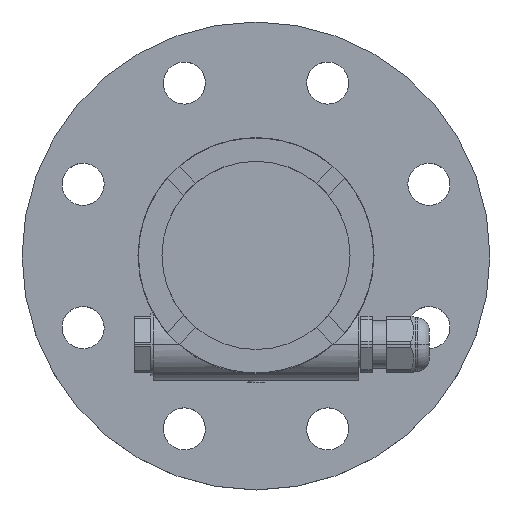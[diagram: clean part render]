
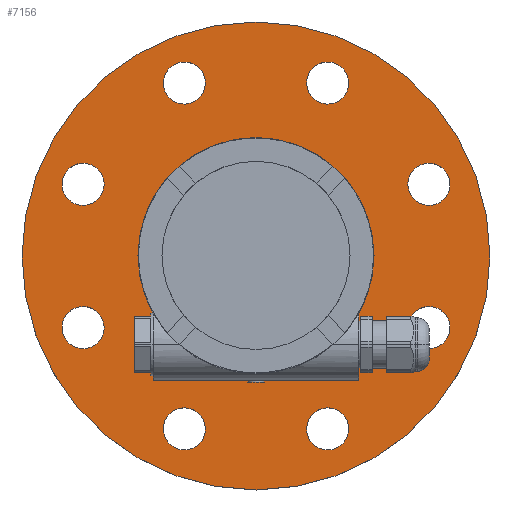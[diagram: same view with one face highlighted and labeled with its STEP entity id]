
A CAD part, top view. The second image highlights one B-rep face of the part: STEP entity #7156.
In plain terms, the highlighted planar face has unit normal (0, 0, 1).
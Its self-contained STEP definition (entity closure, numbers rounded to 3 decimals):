
#1521=CARTESIAN_POINT('',(0.,0.,-34.));
#1522=DIRECTION('',(0.,0.,1.));
#1523=DIRECTION('',(-1.,0.,0.));
#1524=AXIS2_PLACEMENT_3D('',#1521,#1522,#1523);
#1529=CARTESIAN_POINT('',(0.,0.,-34.));
#1530=DIRECTION('',(0.,0.,1.));
#1531=DIRECTION('',(1.,0.,0.));
#1532=AXIS2_PLACEMENT_3D('',#1529,#1530,#1531);
#1537=CARTESIAN_POINT('',(0.,0.,-34.));
#1538=DIRECTION('',(0.,0.,-1.));
#1539=DIRECTION('',(-1.,0.,0.));
#1540=AXIS2_PLACEMENT_3D('',#1537,#1538,#1539);
#1545=CARTESIAN_POINT('',(0.,0.,-34.));
#1546=DIRECTION('',(0.,0.,-1.));
#1547=DIRECTION('',(1.,0.,0.));
#1548=AXIS2_PLACEMENT_3D('',#1545,#1546,#1547);
#1553=CARTESIAN_POINT('',(-30.615,-73.91,-34.));
#1554=DIRECTION('',(0.,0.,-1.));
#1555=DIRECTION('',(0.924,-0.383,0.));
#1556=AXIS2_PLACEMENT_3D('',#1553,#1554,#1555);
#1561=CARTESIAN_POINT('',(-30.615,-73.91,-34.));
#1562=DIRECTION('',(0.,0.,-1.));
#1563=DIRECTION('',(-0.924,0.383,0.));
#1564=AXIS2_PLACEMENT_3D('',#1561,#1562,#1563);
#1569=CARTESIAN_POINT('',(-73.91,-30.615,-34.));
#1570=DIRECTION('',(0.,0.,-1.));
#1571=DIRECTION('',(0.383,-0.924,0.));
#1572=AXIS2_PLACEMENT_3D('',#1569,#1570,#1571);
#1577=CARTESIAN_POINT('',(-73.91,-30.615,-34.));
#1578=DIRECTION('',(0.,0.,-1.));
#1579=DIRECTION('',(-0.383,0.924,0.));
#1580=AXIS2_PLACEMENT_3D('',#1577,#1578,#1579);
#1585=CARTESIAN_POINT('',(-73.91,30.615,-34.));
#1586=DIRECTION('',(0.,0.,-1.));
#1587=DIRECTION('',(-0.383,-0.924,0.));
#1588=AXIS2_PLACEMENT_3D('',#1585,#1586,#1587);
#1593=CARTESIAN_POINT('',(-73.91,30.615,-34.));
#1594=DIRECTION('',(0.,0.,-1.));
#1595=DIRECTION('',(0.383,0.924,0.));
#1596=AXIS2_PLACEMENT_3D('',#1593,#1594,#1595);
#1601=CARTESIAN_POINT('',(-30.615,73.91,-34.));
#1602=DIRECTION('',(0.,0.,-1.));
#1603=DIRECTION('',(-0.924,-0.383,0.));
#1604=AXIS2_PLACEMENT_3D('',#1601,#1602,#1603);
#1609=CARTESIAN_POINT('',(-30.615,73.91,-34.));
#1610=DIRECTION('',(0.,0.,-1.));
#1611=DIRECTION('',(0.924,0.383,0.));
#1612=AXIS2_PLACEMENT_3D('',#1609,#1610,#1611);
#1617=CARTESIAN_POINT('',(30.615,73.91,-34.));
#1618=DIRECTION('',(0.,0.,-1.));
#1619=DIRECTION('',(-0.924,0.383,0.));
#1620=AXIS2_PLACEMENT_3D('',#1617,#1618,#1619);
#1625=CARTESIAN_POINT('',(30.615,73.91,-34.));
#1626=DIRECTION('',(0.,0.,-1.));
#1627=DIRECTION('',(0.924,-0.383,0.));
#1628=AXIS2_PLACEMENT_3D('',#1625,#1626,#1627);
#1633=CARTESIAN_POINT('',(73.91,30.615,-34.));
#1634=DIRECTION('',(0.,0.,-1.));
#1635=DIRECTION('',(-0.383,0.924,0.));
#1636=AXIS2_PLACEMENT_3D('',#1633,#1634,#1635);
#1641=CARTESIAN_POINT('',(73.91,30.615,-34.));
#1642=DIRECTION('',(0.,0.,-1.));
#1643=DIRECTION('',(0.383,-0.924,0.));
#1644=AXIS2_PLACEMENT_3D('',#1641,#1642,#1643);
#1649=CARTESIAN_POINT('',(73.91,-30.615,-34.));
#1650=DIRECTION('',(0.,0.,-1.));
#1651=DIRECTION('',(0.383,0.924,0.));
#1652=AXIS2_PLACEMENT_3D('',#1649,#1650,#1651);
#1657=CARTESIAN_POINT('',(73.91,-30.615,-34.));
#1658=DIRECTION('',(0.,0.,-1.));
#1659=DIRECTION('',(-0.383,-0.924,0.));
#1660=AXIS2_PLACEMENT_3D('',#1657,#1658,#1659);
#1665=CARTESIAN_POINT('',(30.615,-73.91,-34.));
#1666=DIRECTION('',(0.,0.,-1.));
#1667=DIRECTION('',(0.924,0.383,0.));
#1668=AXIS2_PLACEMENT_3D('',#1665,#1666,#1667);
#1673=CARTESIAN_POINT('',(30.615,-73.91,-34.));
#1674=DIRECTION('',(0.,0.,-1.));
#1675=DIRECTION('',(-0.924,-0.383,0.));
#1676=AXIS2_PLACEMENT_3D('',#1673,#1674,#1675);
#5256=CARTESIAN_POINT('',(100.,0.,-34.));
#5258=VERTEX_POINT('',#5256);
#5259=CARTESIAN_POINT('',(-100.,0.,-34.));
#5260=VERTEX_POINT('',#5259);
#5263=CARTESIAN_POINT('',(38.93,-70.466,-34.));
#5265=VERTEX_POINT('',#5263);
#5269=CARTESIAN_POINT('',(22.3,-77.355,-34.));
#5270=VERTEX_POINT('',#5269);
#5271=CARTESIAN_POINT('',(77.355,-22.3,-34.));
#5273=VERTEX_POINT('',#5271);
#5277=CARTESIAN_POINT('',(70.466,-38.93,-34.));
#5278=VERTEX_POINT('',#5277);
#5279=CARTESIAN_POINT('',(70.466,38.93,-34.));
#5281=VERTEX_POINT('',#5279);
#5285=CARTESIAN_POINT('',(77.355,22.3,-34.));
#5286=VERTEX_POINT('',#5285);
#5287=CARTESIAN_POINT('',(22.3,77.355,-34.));
#5289=VERTEX_POINT('',#5287);
#5293=CARTESIAN_POINT('',(38.93,70.466,-34.));
#5294=VERTEX_POINT('',#5293);
#5295=CARTESIAN_POINT('',(-38.93,70.466,-34.));
#5297=VERTEX_POINT('',#5295);
#5301=CARTESIAN_POINT('',(-22.3,77.355,-34.));
#5302=VERTEX_POINT('',#5301);
#5303=CARTESIAN_POINT('',(-77.355,22.3,-34.));
#5305=VERTEX_POINT('',#5303);
#5309=CARTESIAN_POINT('',(-70.466,38.93,-34.));
#5310=VERTEX_POINT('',#5309);
#5311=CARTESIAN_POINT('',(-70.466,-38.93,-34.));
#5313=VERTEX_POINT('',#5311);
#5317=CARTESIAN_POINT('',(-77.355,-22.3,-34.));
#5318=VERTEX_POINT('',#5317);
#5319=CARTESIAN_POINT('',(-22.3,-77.355,-34.));
#5321=VERTEX_POINT('',#5319);
#5325=CARTESIAN_POINT('',(-38.93,-70.466,-34.));
#5326=VERTEX_POINT('',#5325);
#5327=CARTESIAN_POINT('',(16.,0.,-34.));
#5329=VERTEX_POINT('',#5327);
#5333=CARTESIAN_POINT('',(-16.,0.,-34.));
#5334=VERTEX_POINT('',#5333);
#7093=CARTESIAN_POINT('',(50.,0.,-34.));
#7094=DIRECTION('',(0.,0.,1.));
#7095=DIRECTION('',(-1.,0.,0.));
#7096=AXIS2_PLACEMENT_3D('',#7093,#7094,#7095);
#7097=PLANE('',#7096);
#7098=ORIENTED_EDGE('',*,*,#7075,.F.);
#7099=ORIENTED_EDGE('',*,*,#7086,.F.);
#7100=EDGE_LOOP('',(#7098,#7099));
#7101=FACE_OUTER_BOUND('',#7100,.F.);
#7103=ORIENTED_EDGE('',*,*,#7102,.F.);
#7105=ORIENTED_EDGE('',*,*,#7104,.F.);
#7106=EDGE_LOOP('',(#7103,#7105));
#7107=FACE_BOUND('',#7106,.F.);
#7109=ORIENTED_EDGE('',*,*,#7108,.F.);
#7111=ORIENTED_EDGE('',*,*,#7110,.F.);
#7112=EDGE_LOOP('',(#7109,#7111));
#7113=FACE_BOUND('',#7112,.F.);
#7115=ORIENTED_EDGE('',*,*,#7114,.F.);
#7117=ORIENTED_EDGE('',*,*,#7116,.F.);
#7118=EDGE_LOOP('',(#7115,#7117));
#7119=FACE_BOUND('',#7118,.F.);
#7121=ORIENTED_EDGE('',*,*,#7120,.F.);
#7123=ORIENTED_EDGE('',*,*,#7122,.F.);
#7124=EDGE_LOOP('',(#7121,#7123));
#7125=FACE_BOUND('',#7124,.F.);
#7127=ORIENTED_EDGE('',*,*,#7126,.F.);
#7129=ORIENTED_EDGE('',*,*,#7128,.F.);
#7130=EDGE_LOOP('',(#7127,#7129));
#7131=FACE_BOUND('',#7130,.F.);
#7133=ORIENTED_EDGE('',*,*,#7132,.F.);
#7135=ORIENTED_EDGE('',*,*,#7134,.F.);
#7136=EDGE_LOOP('',(#7133,#7135));
#7137=FACE_BOUND('',#7136,.F.);
#7139=ORIENTED_EDGE('',*,*,#7138,.F.);
#7141=ORIENTED_EDGE('',*,*,#7140,.F.);
#7142=EDGE_LOOP('',(#7139,#7141));
#7143=FACE_BOUND('',#7142,.F.);
#7145=ORIENTED_EDGE('',*,*,#7144,.F.);
#7147=ORIENTED_EDGE('',*,*,#7146,.F.);
#7148=EDGE_LOOP('',(#7145,#7147));
#7149=FACE_BOUND('',#7148,.F.);
#7151=ORIENTED_EDGE('',*,*,#7150,.F.);
#7153=ORIENTED_EDGE('',*,*,#7152,.F.);
#7154=EDGE_LOOP('',(#7151,#7153));
#7155=FACE_BOUND('',#7154,.F.);
#7156=ADVANCED_FACE('',(#7101,#7107,#7113,#7119,#7125,#7131,#7137,#7143,#7149,
#7155),#7097,.T.);
#1525=CIRCLE('',#1524,100.);
#1533=CIRCLE('',#1532,100.);
#1541=CIRCLE('',#1540,16.);
#1549=CIRCLE('',#1548,16.);
#1557=CIRCLE('',#1556,9.);
#1565=CIRCLE('',#1564,9.);
#1573=CIRCLE('',#1572,9.);
#1581=CIRCLE('',#1580,9.);
#1589=CIRCLE('',#1588,9.);
#1597=CIRCLE('',#1596,9.);
#1605=CIRCLE('',#1604,9.);
#1613=CIRCLE('',#1612,9.);
#1621=CIRCLE('',#1620,9.);
#1629=CIRCLE('',#1628,9.);
#1637=CIRCLE('',#1636,9.);
#1645=CIRCLE('',#1644,9.);
#1653=CIRCLE('',#1652,9.);
#1661=CIRCLE('',#1660,9.);
#1669=CIRCLE('',#1668,9.);
#1677=CIRCLE('',#1676,9.);
#7075=EDGE_CURVE('',#5260,#5258,#1525,.T.);
#7086=EDGE_CURVE('',#5258,#5260,#1533,.T.);
#7102=EDGE_CURVE('',#5334,#5329,#1541,.T.);
#7104=EDGE_CURVE('',#5329,#5334,#1549,.T.);
#7108=EDGE_CURVE('',#5321,#5326,#1557,.T.);
#7110=EDGE_CURVE('',#5326,#5321,#1565,.T.);
#7114=EDGE_CURVE('',#5313,#5318,#1573,.T.);
#7116=EDGE_CURVE('',#5318,#5313,#1581,.T.);
#7120=EDGE_CURVE('',#5305,#5310,#1589,.T.);
#7122=EDGE_CURVE('',#5310,#5305,#1597,.T.);
#7126=EDGE_CURVE('',#5297,#5302,#1605,.T.);
#7128=EDGE_CURVE('',#5302,#5297,#1613,.T.);
#7132=EDGE_CURVE('',#5289,#5294,#1621,.T.);
#7134=EDGE_CURVE('',#5294,#5289,#1629,.T.);
#7138=EDGE_CURVE('',#5281,#5286,#1637,.T.);
#7140=EDGE_CURVE('',#5286,#5281,#1645,.T.);
#7144=EDGE_CURVE('',#5273,#5278,#1653,.T.);
#7146=EDGE_CURVE('',#5278,#5273,#1661,.T.);
#7150=EDGE_CURVE('',#5265,#5270,#1669,.T.);
#7152=EDGE_CURVE('',#5270,#5265,#1677,.T.);
